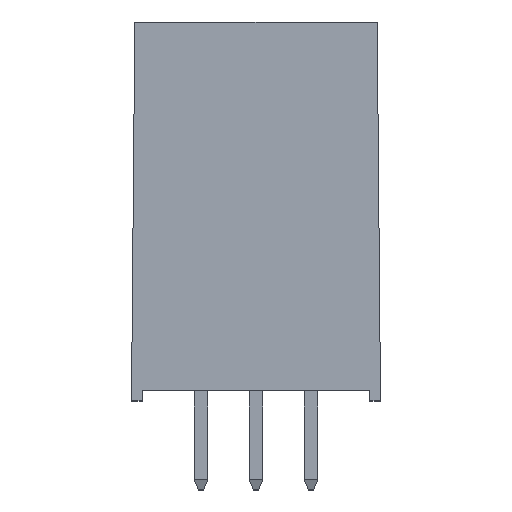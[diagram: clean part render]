
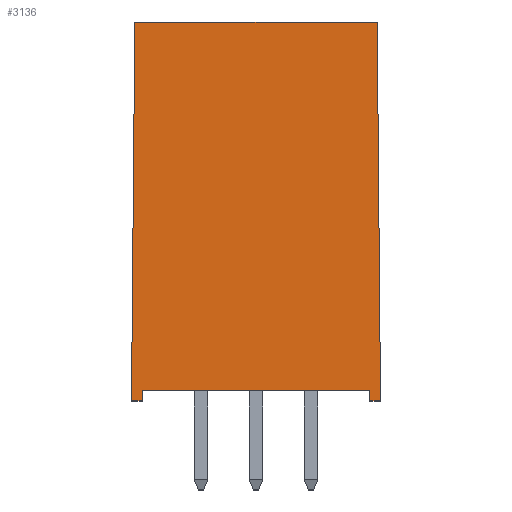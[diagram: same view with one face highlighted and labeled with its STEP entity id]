
A CAD part, top view. The second image highlights one B-rep face of the part: STEP entity #3136.
In plain terms, the highlighted face is planar.
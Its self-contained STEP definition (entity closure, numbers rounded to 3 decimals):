
#153 = CARTESIAN_POINT ( 'NONE',  ( 5.246, 17., -4.246 ) ) ;
#219 = DIRECTION ( 'NONE',  ( -0.009, -1., 0.009 ) ) ;
#263 = EDGE_CURVE ( 'NONE', #4434, #1284, #7623, .T. ) ;
#682 = VERTEX_POINT ( 'NONE', #7506 ) ;
#758 = LINE ( 'NONE', #153, #6095 ) ;
#773 = VECTOR ( 'NONE', #219, 1000. ) ;
#926 = VECTOR ( 'NONE', #2915, 1000. ) ;
#1064 = VERTEX_POINT ( 'NONE', #6062 ) ;
#1159 = ORIENTED_EDGE ( 'NONE', *, *, #6210, .F. ) ;
#1284 = VERTEX_POINT ( 'NONE', #1290 ) ;
#1285 = CARTESIAN_POINT ( 'NONE',  ( -5.75, 17.5, -4.25 ) ) ;
#1290 = CARTESIAN_POINT ( 'NONE',  ( 5.75, 17.5, -4.25 ) ) ;
#1451 = LINE ( 'NONE', #1285, #1998 ) ;
#1635 = ORIENTED_EDGE ( 'NONE', *, *, #4315, .T. ) ;
#1679 = LINE ( 'NONE', #4251, #6274 ) ;
#1998 = VECTOR ( 'NONE', #5155, 1000. ) ;
#2034 = DIRECTION ( 'NONE',  ( 1., 0., 0. ) ) ;
#2071 = LINE ( 'NONE', #2743, #773 ) ;
#2300 = CARTESIAN_POINT ( 'NONE',  ( -5.75, 17.5, -4.25 ) ) ;
#2370 = LINE ( 'NONE', #2300, #926 ) ;
#2629 = DIRECTION ( 'NONE',  ( 0.009, 1., -0.009 ) ) ;
#2743 = CARTESIAN_POINT ( 'NONE',  ( 5.75, 17.5, -4.25 ) ) ;
#2787 = VECTOR ( 'NONE', #2034, 1000. ) ;
#2807 = EDGE_CURVE ( 'NONE', #1284, #7687, #2071, .T. ) ;
#2890 = DIRECTION ( 'NONE',  ( -0.009, 1., -0.009 ) ) ;
#2915 = DIRECTION ( 'NONE',  ( 0.009, -1., 0.009 ) ) ;
#2970 = FACE_OUTER_BOUND ( 'NONE', #3807, .T. ) ;
#3136 = ADVANCED_FACE ( 'NONE', ( #2970 ), #5037, .T. ) ;
#3174 = VECTOR ( 'NONE', #2890, 1000. ) ;
#3263 = LINE ( 'NONE', #4419, #4317 ) ;
#3472 = EDGE_CURVE ( 'NONE', #1064, #7906, #7900, .T. ) ;
#3477 = CARTESIAN_POINT ( 'NONE',  ( -5.246, 17., -4.246 ) ) ;
#3570 = CARTESIAN_POINT ( 'NONE',  ( -5.75, 17.5, -4.25 ) ) ;
#3807 = EDGE_LOOP ( 'NONE', ( #1635, #3949, #6378, #1159, #7324, #5176, #4467, #4389 ) ) ;
#3877 = DIRECTION ( 'NONE',  ( 1., 0., 0. ) ) ;
#3933 = DIRECTION ( 'NONE',  ( 0., -0.009, -1. ) ) ;
#3949 = ORIENTED_EDGE ( 'NONE', *, *, #263, .T. ) ;
#4154 = CARTESIAN_POINT ( 'NONE',  ( 5.25, 17.5, -4.25 ) ) ;
#4251 = CARTESIAN_POINT ( 'NONE',  ( 5.246, 17., -4.246 ) ) ;
#4306 = VERTEX_POINT ( 'NONE', #4368 ) ;
#4315 = EDGE_CURVE ( 'NONE', #4306, #4434, #758, .T. ) ;
#4317 = VECTOR ( 'NONE', #3877, 1000. ) ;
#4368 = CARTESIAN_POINT ( 'NONE',  ( 5.246, 17., -4.246 ) ) ;
#4389 = ORIENTED_EDGE ( 'NONE', *, *, #6430, .F. ) ;
#4419 = CARTESIAN_POINT ( 'NONE',  ( -5.597, 0., -4.097 ) ) ;
#4434 = VERTEX_POINT ( 'NONE', #4154 ) ;
#4467 = ORIENTED_EDGE ( 'NONE', *, *, #3472, .F. ) ;
#4475 = CARTESIAN_POINT ( 'NONE',  ( 5.25, 17.5, -4.25 ) ) ;
#4750 = CARTESIAN_POINT ( 'NONE',  ( 5.597, 0., -4.097 ) ) ;
#5037 = PLANE ( 'NONE',  #7928 ) ;
#5155 = DIRECTION ( 'NONE',  ( 1., 0., 0. ) ) ;
#5176 = ORIENTED_EDGE ( 'NONE', *, *, #5224, .T. ) ;
#5224 = EDGE_CURVE ( 'NONE', #8145, #7906, #1451, .T. ) ;
#5317 = CARTESIAN_POINT ( 'NONE',  ( 7.021, 17.5, -4.25 ) ) ;
#6062 = CARTESIAN_POINT ( 'NONE',  ( -5.246, 17., -4.246 ) ) ;
#6095 = VECTOR ( 'NONE', #2629, 1000. ) ;
#6210 = EDGE_CURVE ( 'NONE', #682, #7687, #3263, .T. ) ;
#6274 = VECTOR ( 'NONE', #8055, 1000. ) ;
#6378 = ORIENTED_EDGE ( 'NONE', *, *, #2807, .T. ) ;
#6430 = EDGE_CURVE ( 'NONE', #4306, #1064, #1679, .T. ) ;
#7324 = ORIENTED_EDGE ( 'NONE', *, *, #8077, .F. ) ;
#7506 = CARTESIAN_POINT ( 'NONE',  ( -5.597, 0., -4.097 ) ) ;
#7552 = DIRECTION ( 'NONE',  ( 0., -1., 0.009 ) ) ;
#7623 = LINE ( 'NONE', #4475, #2787 ) ;
#7672 = CARTESIAN_POINT ( 'NONE',  ( -5.25, 17.5, -4.25 ) ) ;
#7687 = VERTEX_POINT ( 'NONE', #4750 ) ;
#7900 = LINE ( 'NONE', #3477, #3174 ) ;
#7906 = VERTEX_POINT ( 'NONE', #7672 ) ;
#7928 = AXIS2_PLACEMENT_3D ( 'NONE', #5317, #3933, #7552 ) ;
#8055 = DIRECTION ( 'NONE',  ( -1., 0., 0. ) ) ;
#8077 = EDGE_CURVE ( 'NONE', #8145, #682, #2370, .T. ) ;
#8145 = VERTEX_POINT ( 'NONE', #3570 ) ;
